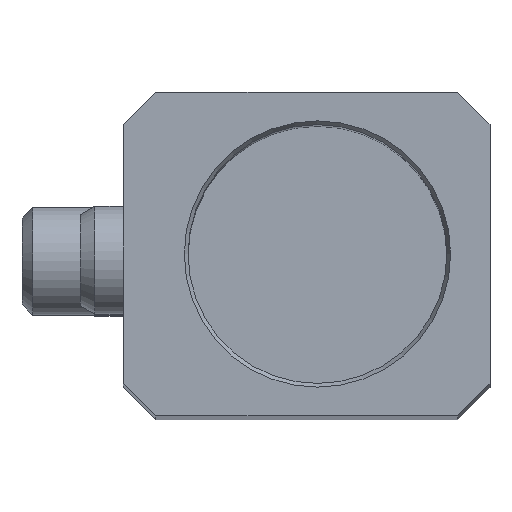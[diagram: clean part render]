
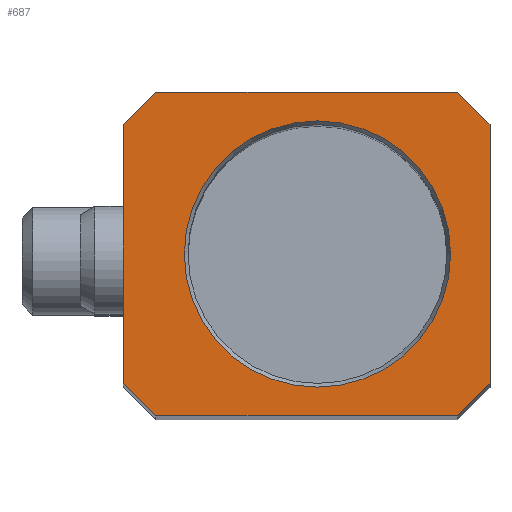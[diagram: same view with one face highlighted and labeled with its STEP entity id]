
A CAD part, top view. The second image highlights one B-rep face of the part: STEP entity #687.
In plain terms, the highlighted face is planar.
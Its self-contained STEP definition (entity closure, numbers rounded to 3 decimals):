
#65=CIRCLE('',#772,6.173);
#141=ORIENTED_EDGE('',*,*,#293,.T.);
#142=ORIENTED_EDGE('',*,*,#264,.F.);
#143=ORIENTED_EDGE('',*,*,#290,.F.);
#144=ORIENTED_EDGE('',*,*,#287,.F.);
#145=ORIENTED_EDGE('',*,*,#284,.F.);
#146=ORIENTED_EDGE('',*,*,#278,.F.);
#147=ORIENTED_EDGE('',*,*,#275,.F.);
#148=ORIENTED_EDGE('',*,*,#272,.F.);
#149=ORIENTED_EDGE('',*,*,#269,.F.);
#264=EDGE_CURVE('',#348,#349,#407,.T.);
#269=EDGE_CURVE('',#349,#353,#411,.T.);
#272=EDGE_CURVE('',#353,#355,#414,.T.);
#275=EDGE_CURVE('',#355,#357,#417,.T.);
#278=EDGE_CURVE('',#357,#359,#420,.T.);
#284=EDGE_CURVE('',#359,#364,#423,.T.);
#287=EDGE_CURVE('',#364,#366,#426,.T.);
#290=EDGE_CURVE('',#366,#348,#429,.T.);
#293=EDGE_CURVE('',#369,#369,#65,.T.);
#348=VERTEX_POINT('',#1077);
#349=VERTEX_POINT('',#1078);
#353=VERTEX_POINT('',#1088);
#355=VERTEX_POINT('',#1094);
#357=VERTEX_POINT('',#1100);
#359=VERTEX_POINT('',#1106);
#364=VERTEX_POINT('',#1118);
#366=VERTEX_POINT('',#1124);
#369=VERTEX_POINT('',#1136);
#407=LINE('',#1076,#449);
#411=LINE('',#1087,#453);
#414=LINE('',#1093,#456);
#417=LINE('',#1099,#459);
#420=LINE('',#1105,#462);
#423=LINE('',#1117,#465);
#426=LINE('',#1123,#468);
#429=LINE('',#1129,#471);
#449=VECTOR('',#852,1000.);
#453=VECTOR('',#860,1000.);
#456=VECTOR('',#865,1000.);
#459=VECTOR('',#870,1000.);
#462=VECTOR('',#875,1000.);
#465=VECTOR('',#886,1000.);
#468=VECTOR('',#891,1000.);
#471=VECTOR('',#896,1000.);
#505=EDGE_LOOP('',(#141));
#506=EDGE_LOOP('',(#142,#143,#144,#145,#146,#147,#148,#149));
#583=FACE_BOUND('',#505,.T.);
#584=FACE_BOUND('',#506,.T.);
#657=PLANE('',#771);
#687=ADVANCED_FACE('',(#583,#584),#657,.F.);
#771=AXIS2_PLACEMENT_3D('',#1134,#902,#903);
#772=AXIS2_PLACEMENT_3D('',#1135,#904,#905);
#852=DIRECTION('',(0.,-0.707,0.707));
#860=DIRECTION('',(0.,-1.,0.));
#865=DIRECTION('',(0.,-0.707,-0.707));
#870=DIRECTION('',(0.,0.,-1.));
#875=DIRECTION('',(0.,0.707,-0.707));
#886=DIRECTION('',(0.,1.,0.));
#891=DIRECTION('',(0.,0.707,0.707));
#896=DIRECTION('',(0.,0.,1.));
#902=DIRECTION('',(1.,0.,0.));
#903=DIRECTION('',(0.,0.,-1.));
#904=DIRECTION('',(1.,0.,0.));
#905=DIRECTION('',(0.,0.,-1.));
#1076=CARTESIAN_POINT('',(-52.5,15.,15.5));
#1077=CARTESIAN_POINT('',(-52.5,15.,15.5));
#1078=CARTESIAN_POINT('',(-52.5,13.5,17.));
#1087=CARTESIAN_POINT('',(-52.5,13.5,17.));
#1088=CARTESIAN_POINT('',(-52.5,1.5,17.));
#1093=CARTESIAN_POINT('',(-52.5,1.5,17.));
#1094=CARTESIAN_POINT('',(-52.5,0.,15.5));
#1099=CARTESIAN_POINT('',(-52.5,0.,15.5));
#1100=CARTESIAN_POINT('',(-52.5,0.,1.5));
#1105=CARTESIAN_POINT('',(-52.5,0.,1.5));
#1106=CARTESIAN_POINT('',(-52.5,1.5,0.));
#1117=CARTESIAN_POINT('',(-52.5,1.5,0.));
#1118=CARTESIAN_POINT('',(-52.5,13.5,0.));
#1123=CARTESIAN_POINT('',(-52.5,13.5,0.));
#1124=CARTESIAN_POINT('',(-52.5,15.,1.5));
#1129=CARTESIAN_POINT('',(-52.5,15.,1.5));
#1134=CARTESIAN_POINT('',(-52.5,0.,0.));
#1135=CARTESIAN_POINT('',(-52.5,7.5,9.));
#1136=CARTESIAN_POINT('',(-52.5,7.5,2.827));
